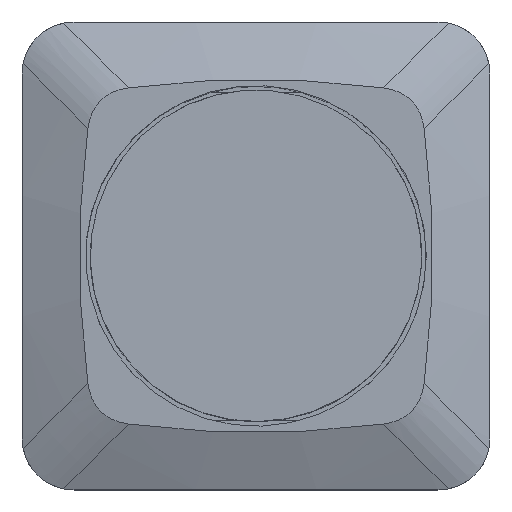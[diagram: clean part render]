
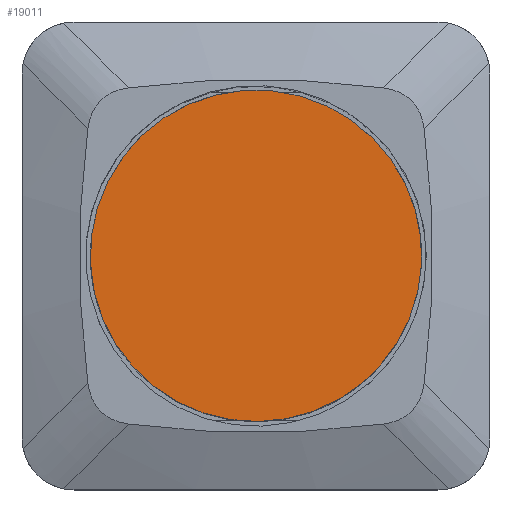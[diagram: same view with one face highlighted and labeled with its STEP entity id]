
A CAD part, top view. The second image highlights one B-rep face of the part: STEP entity #19011.
In plain terms, the highlighted planar face has unit normal (0, 0, 1).
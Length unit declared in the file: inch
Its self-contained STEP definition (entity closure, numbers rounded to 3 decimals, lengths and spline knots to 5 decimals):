
#18995=CARTESIAN_POINT('',(0.,0.39044,0.19685));
#18996=DIRECTION('',(0.0,0.0,1.0));
#18997=DIRECTION('',(1.0,0.0,0.0));
#18998=AXIS2_PLACEMENT_3D('',#18995,#18996,#18997);
#18999=PLANE('',#18998);
#19000=CARTESIAN_POINT('',(0.17747,0.17747,0.19685));
#19001=VERTEX_POINT('',#19000);
#19002=CARTESIAN_POINT('',(0.0,0.,0.19685));
#19003=DIRECTION('',(0.0,0.0,1.0));
#19004=DIRECTION('',(-0.707,-0.707,0.0));
#19005=AXIS2_PLACEMENT_3D('',#19002,#19003,#19004);
#19006=CIRCLE('',#19005,0.25098);
#19007=EDGE_CURVE('',#19001,#19001,#19006,.T.);
#19008=ORIENTED_EDGE('',*,*,#19007,.T.);
#19009=EDGE_LOOP('',(#19008));
#19010=FACE_OUTER_BOUND('',#19009,.T.);
#19011=ADVANCED_FACE('',(#19010),#18999,.T.);
